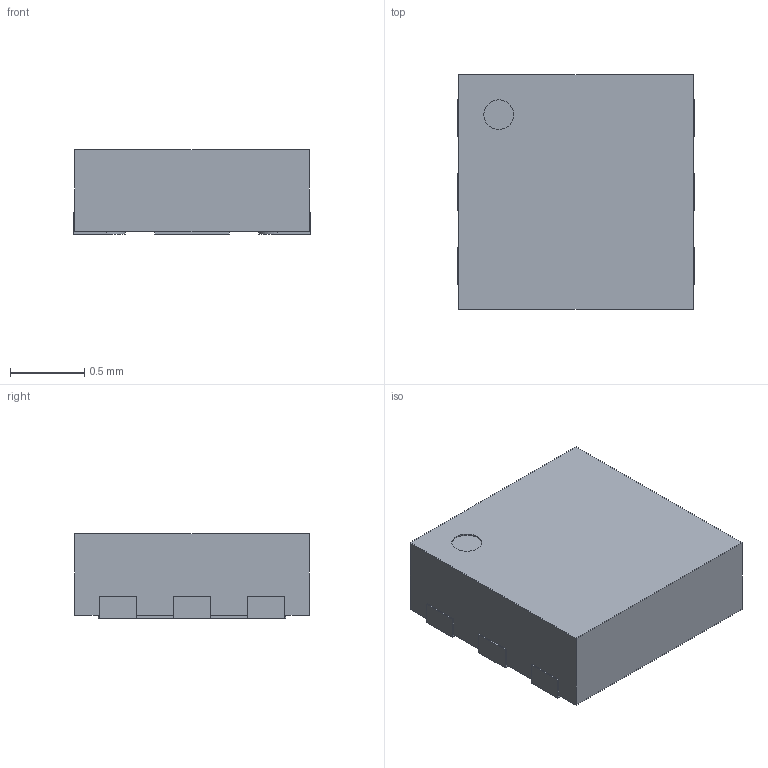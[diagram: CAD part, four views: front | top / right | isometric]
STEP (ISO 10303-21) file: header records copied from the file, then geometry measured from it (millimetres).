
FILE_DESCRIPTION(/* description */ ('model of MLF-6-1EP_1.6x1.6mm_P0.5mm_EP0.5x1.26mm'),/* implementation_level */ '2;1');
FILE_NAME(/* name */ 'MLF-6-1EP_1.6x1.6mm_P0.5mm_EP0.5x1.26mm.step',/* time_stamp */ '2018-07-06T16:26:33',/* author */ ('kicad StepUp','ksu'),/* organization */ ('FreeCAD'),/* preprocessor_version */ 'OCC',/* originating_system */ 'kicad StepUp',/* authorisation */ '');
FILE_SCHEMA(('AUTOMOTIVE_DESIGN_CC2 { 1 2 10303 214 -1 1 5 4 }'));
Length unit declared in the file: millimetre
Products named in the file (1): MLF_6_1EP_16x16mm_P05mm_EP05x126mm
Bounding box: 1.6 x 1.58 x 0.57 mm (x, y, z)
Volume: 1.4 mm3; surface area: 8.7 mm2
Topology: 1 solids, 1 shells, 50 faces, 138 edges, 92 vertices
Faces by surface type: plane 43, cylinder 7
Full cylindrical faces by diameter (mm): 0.2 x1
Entity records: 1894 total; most frequent: CARTESIAN_POINT 292, PCURVE 264, ORIENTED_EDGE 258, LINE 170, EDGE_CURVE 138, SURFACE_CURVE 131, VERTEX_POINT 92, DEFINITIONAL_REPRESENTATION 90
